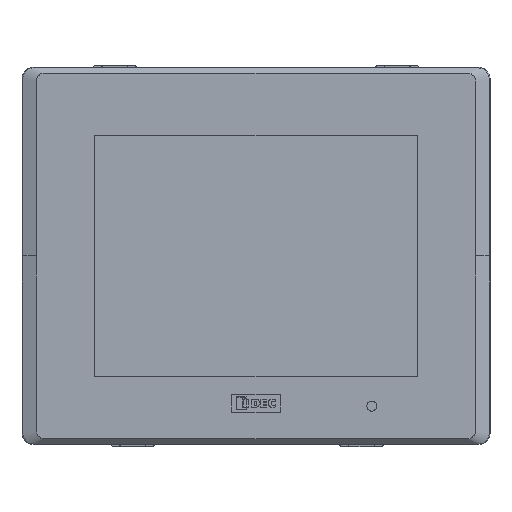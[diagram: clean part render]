
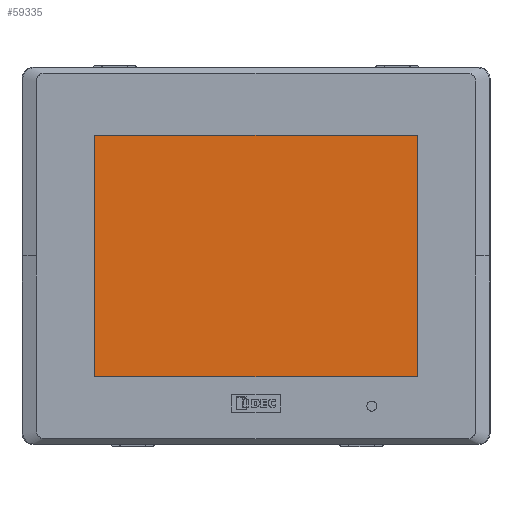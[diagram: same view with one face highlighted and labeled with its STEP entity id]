
A CAD part, top view. The second image highlights one B-rep face of the part: STEP entity #59335.
In plain terms, the highlighted planar face has unit normal (0, 0, 1).
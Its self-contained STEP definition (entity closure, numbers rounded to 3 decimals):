
#8584 = VERTEX_POINT ( 'NONE', #63298 ) ;
#9702 = ORIENTED_EDGE ( 'NONE', *, *, #92184, .T. ) ;
#11165 = EDGE_CURVE ( 'NONE', #8584, #19674, #27033, .T. ) ;
#14340 = DIRECTION ( 'NONE',  ( 0., 1., 0. ) ) ;
#16461 = CARTESIAN_POINT ( 'NONE',  ( -57.6, 43.2, -0.01 ) ) ;
#19674 = VERTEX_POINT ( 'NONE', #68791 ) ;
#21195 = DIRECTION ( 'NONE',  ( 0., 0., -1. ) ) ;
#22154 = LINE ( 'NONE', #113013, #141211 ) ;
#27033 = LINE ( 'NONE', #16461, #57796 ) ;
#30825 = CARTESIAN_POINT ( 'NONE',  ( 57.6, -43.2, -0.01 ) ) ;
#40495 = ORIENTED_EDGE ( 'NONE', *, *, #133808, .T. ) ;
#49798 = DIRECTION ( 'NONE',  ( 1., 0., 0. ) ) ;
#54457 = VECTOR ( 'NONE', #49798, 1000. ) ;
#55470 = DIRECTION ( 'NONE',  ( -1., 0., 0. ) ) ;
#57620 = VECTOR ( 'NONE', #14340, 1000. ) ;
#57796 = VECTOR ( 'NONE', #85686, 1000. ) ;
#59335 = ADVANCED_FACE ( 'NONE', ( #109991 ), #90403, .F. ) ;
#62549 = VERTEX_POINT ( 'NONE', #89668 ) ;
#63298 = CARTESIAN_POINT ( 'NONE',  ( -57.6, 43.2, -0.01 ) ) ;
#68791 = CARTESIAN_POINT ( 'NONE',  ( -57.6, -43.2, -0.01 ) ) ;
#72427 = CARTESIAN_POINT ( 'NONE',  ( 57.6, 43.2, -0.01 ) ) ;
#74780 = EDGE_CURVE ( 'NONE', #19674, #115378, #81564, .T. ) ;
#81564 = LINE ( 'NONE', #118979, #54457 ) ;
#85686 = DIRECTION ( 'NONE',  ( 0., -1., 0. ) ) ;
#89668 = CARTESIAN_POINT ( 'NONE',  ( 57.6, 43.2, -0.01 ) ) ;
#89991 = EDGE_LOOP ( 'NONE', ( #136440, #132509, #9702, #40495 ) ) ;
#90403 = PLANE ( 'NONE',  #142405 ) ;
#92184 = EDGE_CURVE ( 'NONE', #115378, #62549, #95542, .T. ) ;
#95542 = LINE ( 'NONE', #72427, #57620 ) ;
#101988 = DIRECTION ( 'NONE',  ( -1., 0., 0. ) ) ;
#109991 = FACE_OUTER_BOUND ( 'NONE', #89991, .T. ) ;
#113013 = CARTESIAN_POINT ( 'NONE',  ( 57.6, 43.2, -0.01 ) ) ;
#115378 = VERTEX_POINT ( 'NONE', #30825 ) ;
#118979 = CARTESIAN_POINT ( 'NONE',  ( 57.6, -43.2, -0.01 ) ) ;
#132509 = ORIENTED_EDGE ( 'NONE', *, *, #74780, .T. ) ;
#133808 = EDGE_CURVE ( 'NONE', #62549, #8584, #22154, .T. ) ;
#136440 = ORIENTED_EDGE ( 'NONE', *, *, #11165, .T. ) ;
#141211 = VECTOR ( 'NONE', #55470, 1000. ) ;
#142405 = AXIS2_PLACEMENT_3D ( 'NONE', #147742, #21195, #101988 ) ;
#147742 = CARTESIAN_POINT ( 'NONE',  ( 0., 0., -0.01 ) ) ;
